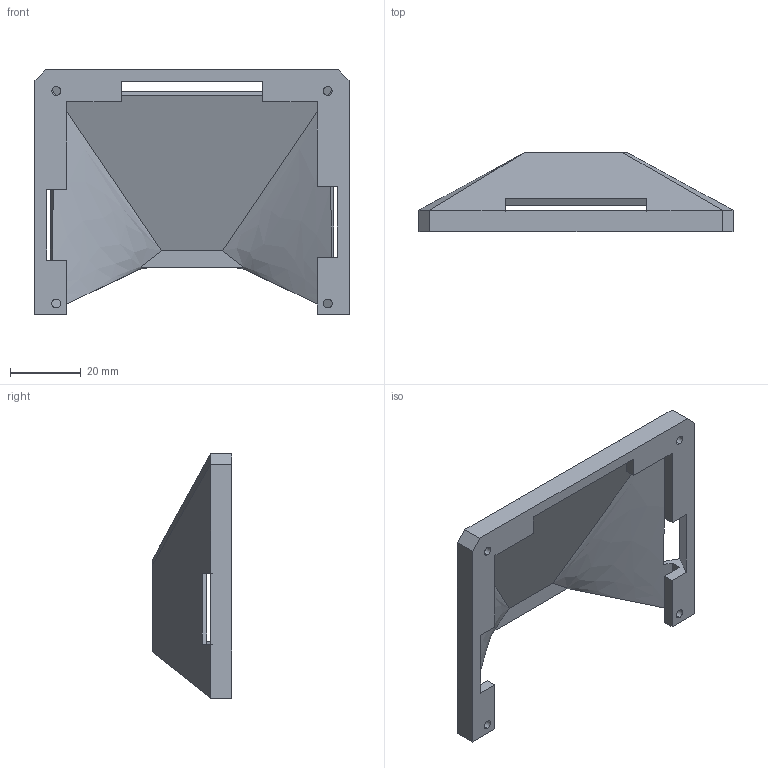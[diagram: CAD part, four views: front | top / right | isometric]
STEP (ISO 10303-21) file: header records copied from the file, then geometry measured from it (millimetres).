
FILE_DESCRIPTION (( 'STEP AP203' ), '1' );
FILE_NAME ('cover_Default_sldprt.STEP', '2020-11-13T20:13:36', ( '' ), ( '' ), 'SwSTEP 2.0', 'SolidWorks 2019', '' );
FILE_SCHEMA (( 'CONFIG_CONTROL_DESIGN' ));
Length unit declared in the file: millimetre
Products named in the file (1): cover_Default_sldprt
Bounding box: 88.73 x 22.5 x 69 mm (x, y, z)
Volume: 20817.9 mm3; surface area: 15710.5 mm2
Topology: 1 solids, 1 shells, 59 faces, 173 edges, 110 vertices
Faces by surface type: plane 47, cylinder 8, bspline 4
Entity records: 2132 total; most frequent: CARTESIAN_POINT 491, ORIENTED_EDGE 346, DIRECTION 289, EDGE_CURVE 173, LINE 145, VECTOR 145, VERTEX_POINT 110, AXIS2_PLACEMENT_3D 72
